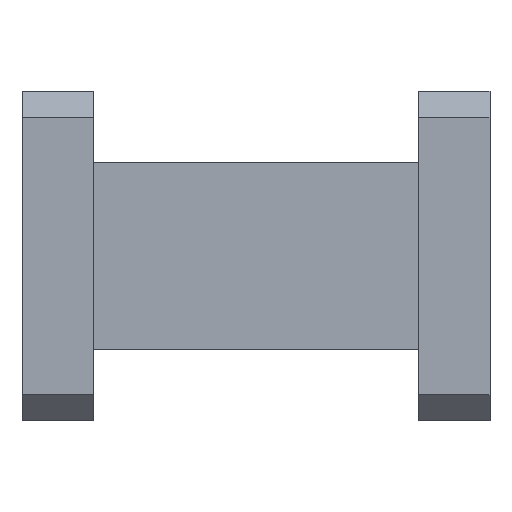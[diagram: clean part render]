
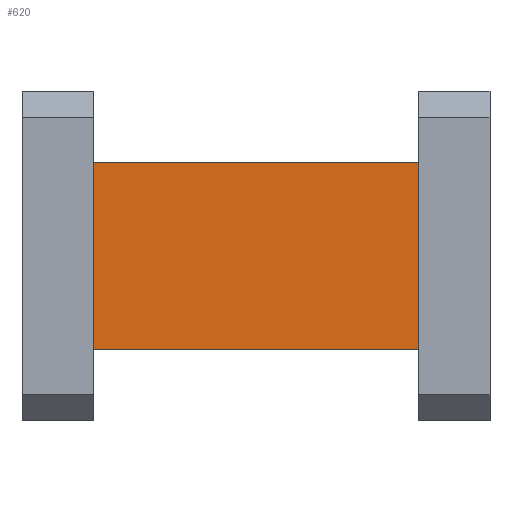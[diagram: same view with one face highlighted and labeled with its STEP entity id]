
A CAD part, front view. The second image highlights one B-rep face of the part: STEP entity #620.
In plain terms, the highlighted planar face has unit normal (0, -1, 0).
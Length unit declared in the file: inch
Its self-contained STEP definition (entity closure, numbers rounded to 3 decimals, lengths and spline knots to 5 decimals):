
#16 = LINE ( 'NONE', #1548, #1641 ) ;
#88 = VECTOR ( 'NONE', #322, 39.37008 ) ;
#232 = DIRECTION ( 'NONE',  ( -1., 0., 0. ) ) ;
#248 = VECTOR ( 'NONE', #232, 39.37008 ) ;
#254 = ORIENTED_EDGE ( 'NONE', *, *, #899, .F. ) ;
#322 = DIRECTION ( 'NONE',  ( 0., 0., -1. ) ) ;
#341 = CARTESIAN_POINT ( 'NONE',  ( 0.19, -0.125, 0.25 ) ) ;
#443 = VERTEX_POINT ( 'NONE', #341 ) ;
#576 = CARTESIAN_POINT ( 'NONE',  ( 1.06, -0.125, -0.25 ) ) ;
#591 = VERTEX_POINT ( 'NONE', #970 ) ;
#597 = PLANE ( 'NONE',  #1244 ) ;
#620 = ADVANCED_FACE ( 'NONE', ( #1496 ), #597, .F. ) ;
#645 = DIRECTION ( 'NONE',  ( 0., 0., -1. ) ) ;
#714 = DIRECTION ( 'NONE',  ( 0., 0., 1. ) ) ;
#736 = CARTESIAN_POINT ( 'NONE',  ( 1.06, -0.125, -0.25 ) ) ;
#758 = VERTEX_POINT ( 'NONE', #1182 ) ;
#773 = ORIENTED_EDGE ( 'NONE', *, *, #822, .F. ) ;
#803 = ORIENTED_EDGE ( 'NONE', *, *, #1647, .T. ) ;
#822 = EDGE_CURVE ( 'NONE', #758, #1334, #1198, .T. ) ;
#829 = LINE ( 'NONE', #736, #88 ) ;
#843 = EDGE_LOOP ( 'NONE', ( #803, #773, #254, #1536 ) ) ;
#899 = EDGE_CURVE ( 'NONE', #591, #758, #829, .T. ) ;
#964 = EDGE_CURVE ( 'NONE', #591, #443, #1416, .T. ) ;
#970 = CARTESIAN_POINT ( 'NONE',  ( 1.06, -0.125, 0.25 ) ) ;
#992 = CARTESIAN_POINT ( 'NONE',  ( 1.06, -0.125, 0.25 ) ) ;
#1182 = CARTESIAN_POINT ( 'NONE',  ( 1.06, -0.125, -0.25 ) ) ;
#1198 = LINE ( 'NONE', #576, #1326 ) ;
#1244 = AXIS2_PLACEMENT_3D ( 'NONE', #1600, #1361, #714 ) ;
#1326 = VECTOR ( 'NONE', #1590, 39.37008 ) ;
#1334 = VERTEX_POINT ( 'NONE', #1380 ) ;
#1361 = DIRECTION ( 'NONE',  ( 0., 1., 0. ) ) ;
#1380 = CARTESIAN_POINT ( 'NONE',  ( 0.19, -0.125, -0.25 ) ) ;
#1416 = LINE ( 'NONE', #992, #248 ) ;
#1496 = FACE_OUTER_BOUND ( 'NONE', #843, .T. ) ;
#1536 = ORIENTED_EDGE ( 'NONE', *, *, #964, .T. ) ;
#1548 = CARTESIAN_POINT ( 'NONE',  ( 0.19, -0.125, -0.25 ) ) ;
#1590 = DIRECTION ( 'NONE',  ( -1., 0., 0. ) ) ;
#1600 = CARTESIAN_POINT ( 'NONE',  ( 1.06, -0.125, -0.25 ) ) ;
#1641 = VECTOR ( 'NONE', #645, 39.37008 ) ;
#1647 = EDGE_CURVE ( 'NONE', #443, #1334, #16, .T. ) ;
